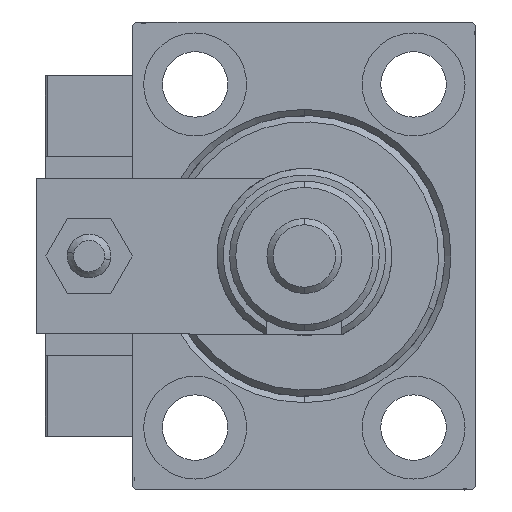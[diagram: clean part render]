
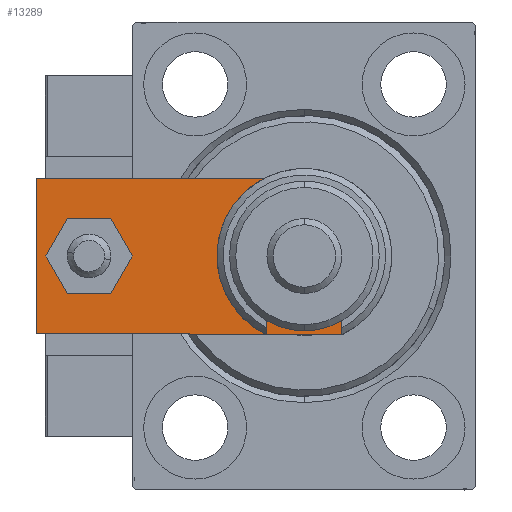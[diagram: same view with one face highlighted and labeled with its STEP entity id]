
A CAD part, left-side view. The second image highlights one B-rep face of the part: STEP entity #13289.
In plain terms, the highlighted face is planar.
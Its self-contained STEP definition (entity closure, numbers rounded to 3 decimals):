
#161 = AXIS2_PLACEMENT_3D ( 'NONE', #10926, #44103, #51352 ) ;
#1976 = EDGE_CURVE ( 'NONE', #11392, #10351, #24305, .T. ) ;
#1996 = LINE ( 'NONE', #42971, #52787 ) ;
#3036 = LINE ( 'NONE', #18319, #33708 ) ;
#3073 = VECTOR ( 'NONE', #6652, 1000. ) ;
#4476 = DIRECTION ( 'NONE',  ( 0., 0., 1. ) ) ;
#5081 = VERTEX_POINT ( 'NONE', #33730 ) ;
#6194 = DIRECTION ( 'NONE',  ( -1., 0., 0. ) ) ;
#6441 = EDGE_LOOP ( 'NONE', ( #14903, #19795 ) ) ;
#6652 = DIRECTION ( 'NONE',  ( 0.707, 0.707, 0. ) ) ;
#6935 = VERTEX_POINT ( 'NONE', #17971 ) ;
#7118 = ORIENTED_EDGE ( 'NONE', *, *, #14653, .T. ) ;
#7551 = CARTESIAN_POINT ( 'NONE',  ( -8.25, 12., 6. ) ) ;
#7885 = LINE ( 'NONE', #24203, #31910 ) ;
#10351 = VERTEX_POINT ( 'NONE', #49459 ) ;
#10681 = LINE ( 'NONE', #13899, #3073 ) ;
#10847 = DIRECTION ( 'NONE',  ( 1., 0., 0. ) ) ;
#10926 = CARTESIAN_POINT ( 'NONE',  ( 0., 12., 6. ) ) ;
#11201 = ORIENTED_EDGE ( 'NONE', *, *, #29974, .T. ) ;
#11235 = CARTESIAN_POINT ( 'NONE',  ( -12.5, 0., 6. ) ) ;
#11392 = VERTEX_POINT ( 'NONE', #17633 ) ;
#11724 = CIRCLE ( 'NONE', #40777, 4. ) ;
#12011 = FACE_BOUND ( 'NONE', #6441, .T. ) ;
#13289 = ADVANCED_FACE ( 'NONE', ( #48425, #24572, #12011 ), #24307, .T. ) ;
#13899 = CARTESIAN_POINT ( 'NONE',  ( 3.42, -3.42, 6. ) ) ;
#14247 = LINE ( 'NONE', #47707, #14577 ) ;
#14577 = VECTOR ( 'NONE', #6194, 1000. ) ;
#14653 = EDGE_CURVE ( 'NONE', #52753, #39892, #14247, .T. ) ;
#14903 = ORIENTED_EDGE ( 'NONE', *, *, #19114, .F. ) ;
#15131 = DIRECTION ( 'NONE',  ( 1., 0., 0. ) ) ;
#17337 = DIRECTION ( 'NONE',  ( 1., 0., 0. ) ) ;
#17633 = CARTESIAN_POINT ( 'NONE',  ( -6.84, 0., 6. ) ) ;
#17971 = CARTESIAN_POINT ( 'NONE',  ( -4., 46.5, 6. ) ) ;
#18319 = CARTESIAN_POINT ( 'NONE',  ( 12.5, 0., 6. ) ) ;
#18328 = EDGE_CURVE ( 'NONE', #28473, #40155, #46353, .T. ) ;
#18401 = ORIENTED_EDGE ( 'NONE', *, *, #34560, .F. ) ;
#18549 = CARTESIAN_POINT ( 'NONE',  ( -12.5, 55., 6. ) ) ;
#19114 = EDGE_CURVE ( 'NONE', #40155, #28473, #33555, .T. ) ;
#19795 = ORIENTED_EDGE ( 'NONE', *, *, #18328, .F. ) ;
#20028 = DIRECTION ( 'NONE',  ( 1., 0., 0. ) ) ;
#20188 = DIRECTION ( 'NONE',  ( 0., -1., 0. ) ) ;
#22343 = CARTESIAN_POINT ( 'NONE',  ( 0., 12., 6. ) ) ;
#22653 = ORIENTED_EDGE ( 'NONE', *, *, #33283, .F. ) ;
#23327 = VERTEX_POINT ( 'NONE', #48088 ) ;
#24203 = CARTESIAN_POINT ( 'NONE',  ( -12.5, 55., 6. ) ) ;
#24305 = LINE ( 'NONE', #11235, #26323 ) ;
#24307 = PLANE ( 'NONE',  #26492 ) ;
#24464 = EDGE_CURVE ( 'NONE', #39892, #5081, #7885, .T. ) ;
#24572 = FACE_OUTER_BOUND ( 'NONE', #26220, .T. ) ;
#24843 = DIRECTION ( 'NONE',  ( 0., 0., 1. ) ) ;
#25345 = ORIENTED_EDGE ( 'NONE', *, *, #1976, .T. ) ;
#26220 = EDGE_LOOP ( 'NONE', ( #37620, #37749, #25345, #11201, #28034, #7118 ) ) ;
#26226 = EDGE_CURVE ( 'NONE', #38581, #52753, #3036, .T. ) ;
#26323 = VECTOR ( 'NONE', #20028, 1000. ) ;
#26492 = AXIS2_PLACEMENT_3D ( 'NONE', #27813, #4476, #36110 ) ;
#26996 = CARTESIAN_POINT ( 'NONE',  ( 8.25, 12., 6. ) ) ;
#27813 = CARTESIAN_POINT ( 'NONE',  ( 0., 0., 6. ) ) ;
#27994 = AXIS2_PLACEMENT_3D ( 'NONE', #35985, #32231, #10847 ) ;
#28034 = ORIENTED_EDGE ( 'NONE', *, *, #26226, .T. ) ;
#28272 = CARTESIAN_POINT ( 'NONE',  ( 12.5, 5.66, 6. ) ) ;
#28473 = VERTEX_POINT ( 'NONE', #26996 ) ;
#29974 = EDGE_CURVE ( 'NONE', #10351, #38581, #10681, .T. ) ;
#30907 = DIRECTION ( 'NONE',  ( 0., 1., 0. ) ) ;
#31910 = VECTOR ( 'NONE', #20188, 1000. ) ;
#32231 = DIRECTION ( 'NONE',  ( 0., 0., 1. ) ) ;
#33283 = EDGE_CURVE ( 'NONE', #6935, #23327, #11724, .T. ) ;
#33555 = CIRCLE ( 'NONE', #161, 8.25 ) ;
#33708 = VECTOR ( 'NONE', #30907, 1000. ) ;
#33730 = CARTESIAN_POINT ( 'NONE',  ( -12.5, 5.66, 6. ) ) ;
#33734 = EDGE_CURVE ( 'NONE', #5081, #11392, #1996, .T. ) ;
#34560 = EDGE_CURVE ( 'NONE', #23327, #6935, #46850, .T. ) ;
#35985 = CARTESIAN_POINT ( 'NONE',  ( 0., 46.5, 6. ) ) ;
#36110 = DIRECTION ( 'NONE',  ( 1., 0., 0. ) ) ;
#37620 = ORIENTED_EDGE ( 'NONE', *, *, #24464, .T. ) ;
#37749 = ORIENTED_EDGE ( 'NONE', *, *, #33734, .T. ) ;
#37936 = CARTESIAN_POINT ( 'NONE',  ( 0., 46.5, 6. ) ) ;
#38581 = VERTEX_POINT ( 'NONE', #28272 ) ;
#38734 = CARTESIAN_POINT ( 'NONE',  ( 12.5, 55., 6. ) ) ;
#38939 = DIRECTION ( 'NONE',  ( 0.707, -0.707, 0. ) ) ;
#39892 = VERTEX_POINT ( 'NONE', #18549 ) ;
#40155 = VERTEX_POINT ( 'NONE', #7551 ) ;
#40777 = AXIS2_PLACEMENT_3D ( 'NONE', #37936, #24843, #17337 ) ;
#41181 = AXIS2_PLACEMENT_3D ( 'NONE', #22343, #43235, #15131 ) ;
#42971 = CARTESIAN_POINT ( 'NONE',  ( -3.42, -3.42, 6. ) ) ;
#43235 = DIRECTION ( 'NONE',  ( 0., 0., 1. ) ) ;
#44103 = DIRECTION ( 'NONE',  ( 0., 0., 1. ) ) ;
#46353 = CIRCLE ( 'NONE', #41181, 8.25 ) ;
#46850 = CIRCLE ( 'NONE', #27994, 4. ) ;
#47707 = CARTESIAN_POINT ( 'NONE',  ( 12.5, 55., 6. ) ) ;
#48088 = CARTESIAN_POINT ( 'NONE',  ( 4., 46.5, 6. ) ) ;
#48425 = FACE_BOUND ( 'NONE', #51969, .T. ) ;
#49459 = CARTESIAN_POINT ( 'NONE',  ( 6.84, 0., 6. ) ) ;
#51352 = DIRECTION ( 'NONE',  ( 1., 0., 0. ) ) ;
#51969 = EDGE_LOOP ( 'NONE', ( #22653, #18401 ) ) ;
#52753 = VERTEX_POINT ( 'NONE', #38734 ) ;
#52787 = VECTOR ( 'NONE', #38939, 1000. ) ;
